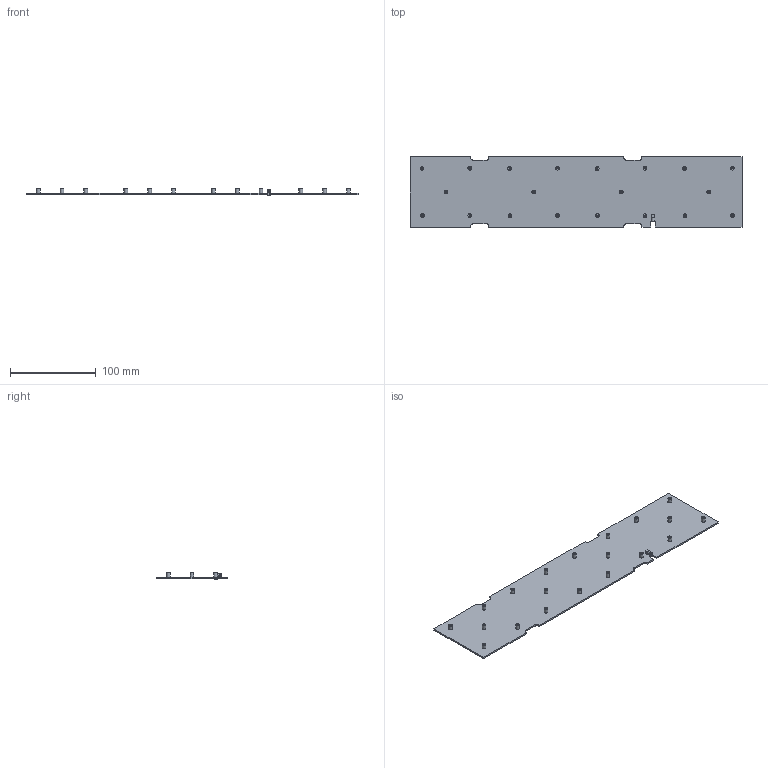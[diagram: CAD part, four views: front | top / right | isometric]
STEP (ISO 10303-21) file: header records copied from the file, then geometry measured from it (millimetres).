
FILE_DESCRIPTION(('Open CASCADE Model'),'2;1');
FILE_NAME('Open CASCADE Shape Model','2018-01-25T14:02:36',('Author'),( 'Open CASCADE'),'Open CASCADE STEP processor 6.8','Open CASCADE 6.8' ,'Unknown');
FILE_SCHEMA(('AUTOMOTIVE_DESIGN { 1 0 10303 214 1 1 1 1 }'));
Length unit declared in the file: millimetre
Products named in the file (25): PCB; Board; J1; SF1212-6000-TD; MT15; 9774050243R; MT19; MT20; MT16; MT11; MT18; MT13; MT14; MT9; MT7; MT8; MT3; MT4; MT5; MT6; MT1; MT2; MT12; MT17; MT10
Assembly tree (43 placements, depth 3):
  PCB
    Board
    J1
      SF1212-6000-TD
    MT15
      9774050243R
    MT19
      9774050243R
    MT20
      9774050243R
    MT16
      9774050243R
    MT11
      9774050243R
    MT18
      9774050243R
    MT13
      9774050243R
    MT14
      9774050243R
    MT9
      9774050243R
    MT7
      9774050243R
    MT8
      9774050243R
    MT3
      9774050243R
    MT4
      9774050243R
    MT5
      9774050243R
    MT6
      9774050243R
    MT1
      9774050243R
    MT2
      9774050243R
    MT12
      9774050243R
    MT17
      9774050243R
    MT10
      9774050243R
Bounding box: 388 x 82 x 7.42 mm (x, y, z)
Volume: 57032.4 mm3; surface area: 67685.2 mm2
Topology: 22 solids, 26 shells, 258 faces, 524 edges, 341 vertices
Faces by surface type: cylinder 130, plane 120, cone 6, sphere 2
Full cylindrical faces by diameter (mm): 0.76 x4, 0.84 x1, 1.567 x20, 2.8 x20, 3 x20, 4.35 x20
Entity records: 5569 total; most frequent: DIRECTION 858, CARTESIAN_POINT 848, ORIENTED_EDGE 702, EDGE_CURVE 351, AXIS2_PLACEMENT_3D 329, VERTEX_POINT 227, FACE_BOUND 202, EDGE_LOOP 202
